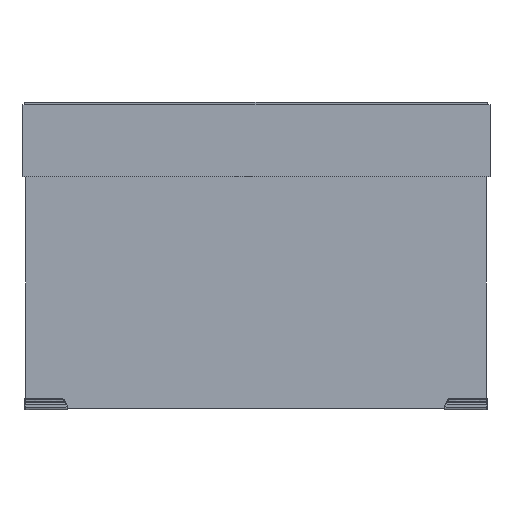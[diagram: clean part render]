
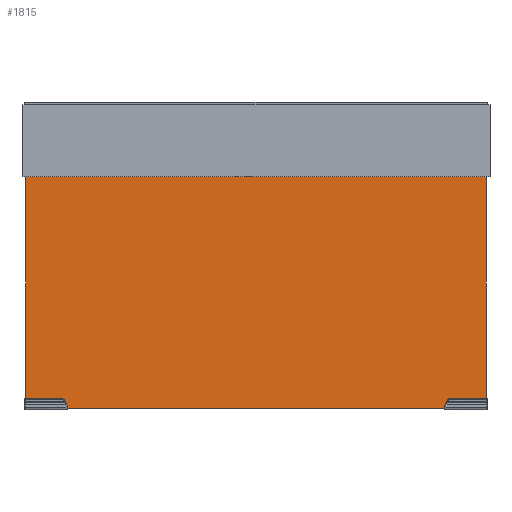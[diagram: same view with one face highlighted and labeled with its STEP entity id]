
A CAD part, front view. The second image highlights one B-rep face of the part: STEP entity #1815.
In plain terms, the highlighted face is planar.
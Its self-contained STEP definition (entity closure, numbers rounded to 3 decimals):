
#306=FACE_OUTER_BOUND('',#429,.T.);
#429=EDGE_LOOP('',(#1292,#1293,#1294,#1295));
#571=LINE('',#2755,#690);
#578=LINE('',#2769,#697);
#580=LINE('',#2773,#699);
#581=LINE('',#2774,#700);
#690=VECTOR('',#2238,10.);
#697=VECTOR('',#2249,170.);
#699=VECTOR('',#2253,170.);
#700=VECTOR('',#2254,320.);
#797=VERTEX_POINT('',#2753);
#798=VERTEX_POINT('',#2754);
#803=VERTEX_POINT('',#2768);
#804=VERTEX_POINT('',#2772);
#971=EDGE_CURVE('',#797,#798,#571,.T.);
#978=EDGE_CURVE('',#803,#797,#578,.T.);
#980=EDGE_CURVE('',#798,#804,#580,.T.);
#981=EDGE_CURVE('',#804,#803,#581,.T.);
#1292=ORIENTED_EDGE('',*,*,#971,.T.);
#1293=ORIENTED_EDGE('',*,*,#980,.T.);
#1294=ORIENTED_EDGE('',*,*,#981,.T.);
#1295=ORIENTED_EDGE('',*,*,#978,.T.);
#1773=PLANE('',#1988);
#1815=ADVANCED_FACE('',(#306),#1773,.T.);
#1988=AXIS2_PLACEMENT_3D('',#2771,#2251,#2252);
#2238=DIRECTION('',(-1.,0.,0.));
#2249=DIRECTION('',(0.,0.,-1.));
#2251=DIRECTION('center_axis',(0.,1.,0.));
#2252=DIRECTION('ref_axis',(1.,0.,0.));
#2253=DIRECTION('',(0.,0.,1.));
#2254=DIRECTION('',(1.,0.,0.));
#2753=CARTESIAN_POINT('',(160.,4.,-0.5));
#2754=CARTESIAN_POINT('',(-160.,4.,-0.5));
#2755=CARTESIAN_POINT('',(0.,4.,-0.5));
#2768=CARTESIAN_POINT('',(160.,4.,160.));
#2769=CARTESIAN_POINT('',(160.,4.,160.));
#2771=CARTESIAN_POINT('Origin',(0.,4.,0.));
#2772=CARTESIAN_POINT('',(-160.,4.,160.));
#2773=CARTESIAN_POINT('',(-160.,4.,-10.));
#2774=CARTESIAN_POINT('',(-160.,4.,160.));
